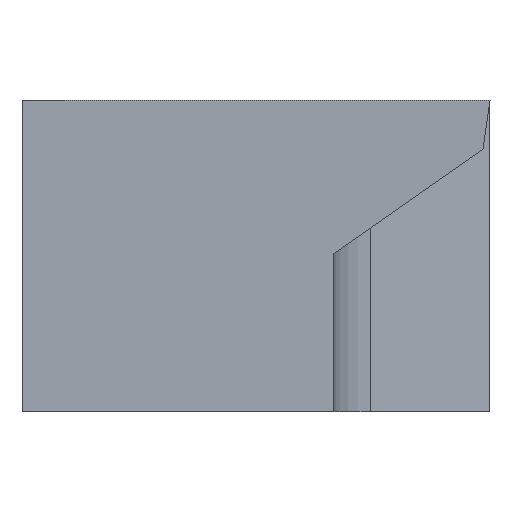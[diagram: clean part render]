
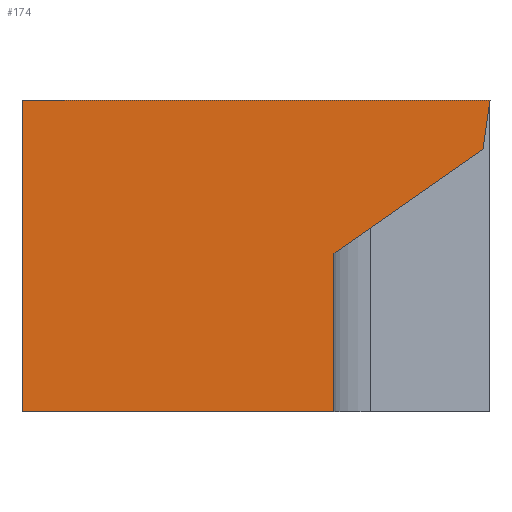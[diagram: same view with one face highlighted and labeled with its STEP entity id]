
A CAD part, left-side view. The second image highlights one B-rep face of the part: STEP entity #174.
In plain terms, the highlighted planar face has unit normal (-1, 0, 0).
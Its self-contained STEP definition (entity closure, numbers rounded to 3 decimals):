
#1 = LINE ( 'NONE', #416, #491 ) ;
#7 = EDGE_CURVE ( 'NONE', #499, #403, #310, .T. ) ;
#9 = CARTESIAN_POINT ( 'NONE',  ( 0., 5., -10. ) ) ;
#11 = CARTESIAN_POINT ( 'NONE',  ( 0., 15., 0. ) ) ;
#19 = EDGE_CURVE ( 'NONE', #204, #499, #1, .T. ) ;
#22 = CARTESIAN_POINT ( 'NONE',  ( 0., 15., -10. ) ) ;
#46 = VECTOR ( 'NONE', #337, 1000. ) ;
#55 = VECTOR ( 'NONE', #168, 1000. ) ;
#61 = CARTESIAN_POINT ( 'NONE',  ( 0., 0., 0. ) ) ;
#73 = ORIENTED_EDGE ( 'NONE', *, *, #329, .F. ) ;
#75 = DIRECTION ( 'NONE',  ( 0., -0.139, 0.99 ) ) ;
#92 = EDGE_CURVE ( 'NONE', #199, #323, #187, .T. ) ;
#100 = CARTESIAN_POINT ( 'NONE',  ( 0., 0.22, -1.565 ) ) ;
#104 = CARTESIAN_POINT ( 'NONE',  ( 0., 0., 0. ) ) ;
#112 = VECTOR ( 'NONE', #342, 1000. ) ;
#118 = CARTESIAN_POINT ( 'NONE',  ( 0., 0.22, -1.565 ) ) ;
#119 = DIRECTION ( 'NONE',  ( 0., 0., 1. ) ) ;
#122 = CARTESIAN_POINT ( 'NONE',  ( 0., 15., -10. ) ) ;
#137 = VERTEX_POINT ( 'NONE', #11 ) ;
#141 = CARTESIAN_POINT ( 'NONE',  ( 0., 5., -10. ) ) ;
#168 = DIRECTION ( 'NONE',  ( 0., -0.819, 0.574 ) ) ;
#174 = ADVANCED_FACE ( 'NONE', ( #498 ), #458, .F. ) ;
#187 = LINE ( 'NONE', #61, #483 ) ;
#199 = VERTEX_POINT ( 'NONE', #100 ) ;
#204 = VERTEX_POINT ( 'NONE', #122 ) ;
#244 = DIRECTION ( 'NONE',  ( 0., -1., 0. ) ) ;
#260 = CARTESIAN_POINT ( 'NONE',  ( 0., 5., -4.912 ) ) ;
#261 = ORIENTED_EDGE ( 'NONE', *, *, #7, .T. ) ;
#289 = EDGE_CURVE ( 'NONE', #403, #199, #464, .T. ) ;
#296 = LINE ( 'NONE', #357, #112 ) ;
#304 = ORIENTED_EDGE ( 'NONE', *, *, #92, .T. ) ;
#310 = LINE ( 'NONE', #9, #412 ) ;
#314 = ORIENTED_EDGE ( 'NONE', *, *, #19, .T. ) ;
#323 = VERTEX_POINT ( 'NONE', #104 ) ;
#329 = EDGE_CURVE ( 'NONE', #204, #137, #343, .T. ) ;
#337 = DIRECTION ( 'NONE',  ( 0., 0., 1. ) ) ;
#342 = DIRECTION ( 'NONE',  ( 0., 1., 0. ) ) ;
#343 = LINE ( 'NONE', #22, #46 ) ;
#357 = CARTESIAN_POINT ( 'NONE',  ( 0., 8.446, 0. ) ) ;
#375 = EDGE_CURVE ( 'NONE', #323, #137, #296, .T. ) ;
#383 = AXIS2_PLACEMENT_3D ( 'NONE', #478, #429, #244 ) ;
#403 = VERTEX_POINT ( 'NONE', #260 ) ;
#406 = ORIENTED_EDGE ( 'NONE', *, *, #375, .T. ) ;
#412 = VECTOR ( 'NONE', #119, 1000. ) ;
#416 = CARTESIAN_POINT ( 'NONE',  ( 0., 25., -10. ) ) ;
#417 = EDGE_LOOP ( 'NONE', ( #406, #73, #314, #261, #452, #304 ) ) ;
#429 = DIRECTION ( 'NONE',  ( 1., 0., 0. ) ) ;
#452 = ORIENTED_EDGE ( 'NONE', *, *, #289, .T. ) ;
#457 = DIRECTION ( 'NONE',  ( 0., -1., 0. ) ) ;
#458 = PLANE ( 'NONE',  #383 ) ;
#464 = LINE ( 'NONE', #118, #55 ) ;
#478 = CARTESIAN_POINT ( 'NONE',  ( 0., 7.5, -3. ) ) ;
#483 = VECTOR ( 'NONE', #75, 1000. ) ;
#491 = VECTOR ( 'NONE', #457, 1000. ) ;
#498 = FACE_OUTER_BOUND ( 'NONE', #417, .T. ) ;
#499 = VERTEX_POINT ( 'NONE', #141 ) ;
